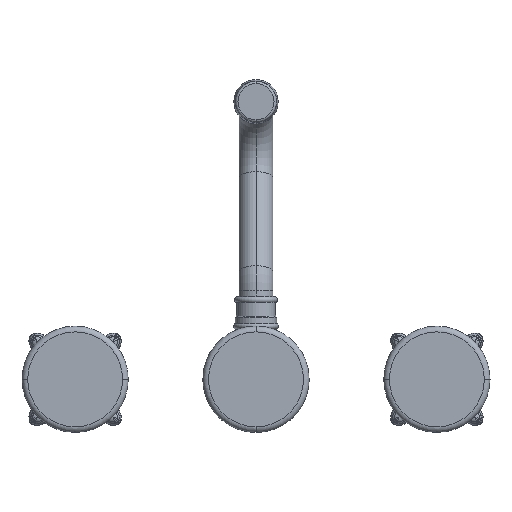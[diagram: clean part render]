
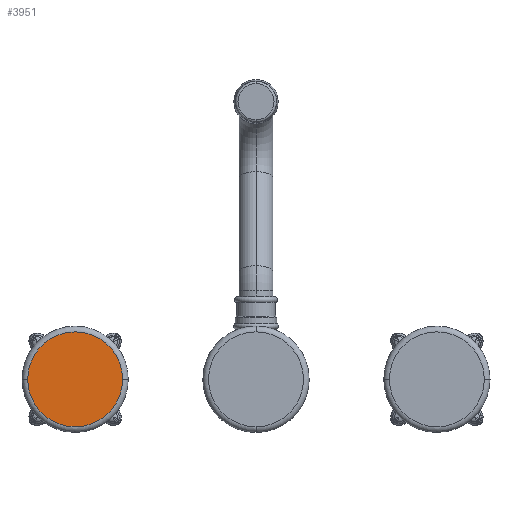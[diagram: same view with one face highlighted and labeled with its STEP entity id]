
A CAD part, front view. The second image highlights one B-rep face of the part: STEP entity #3951.
In plain terms, the highlighted planar face has unit normal (0, -1, 0).
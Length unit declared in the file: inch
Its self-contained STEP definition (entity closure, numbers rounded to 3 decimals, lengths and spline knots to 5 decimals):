
#3878=CARTESIAN_POINT('',(-4.,0.,0.));
#3879=DIRECTION('',(0.,-1.,0.));
#3880=DIRECTION('',(1.,0.,0.));
#3881=AXIS2_PLACEMENT_3D('',#3878,#3879,#3880);
#3893=CARTESIAN_POINT('',(-4.,0.,0.));
#3894=DIRECTION('',(0.,1.,0.));
#3895=DIRECTION('',(1.,0.,0.));
#3896=AXIS2_PLACEMENT_3D('',#3893,#3894,#3895);
#3928=CARTESIAN_POINT('',(-2.95,0.,0.));
#3930=VERTEX_POINT('',#3928);
#3934=CARTESIAN_POINT('',(-5.05,0.,0.));
#3936=VERTEX_POINT('',#3934);
#3940=CARTESIAN_POINT('',(-4.,0.,0.));
#3941=DIRECTION('',(0.,-1.,0.));
#3942=DIRECTION('',(-1.,0.,0.));
#3943=AXIS2_PLACEMENT_3D('',#3940,#3941,#3942);
#3944=PLANE('',#3943);
#3946=ORIENTED_EDGE('',*,*,#3945,.F.);
#3948=ORIENTED_EDGE('',*,*,#3947,.T.);
#3949=EDGE_LOOP('',(#3946,#3948));
#3950=FACE_OUTER_BOUND('',#3949,.F.);
#3951=ADVANCED_FACE('',(#3950),#3944,.T.);
#3882=CIRCLE('',#3881,1.05);
#3897=CIRCLE('',#3896,1.05);
#3945=EDGE_CURVE('',#3930,#3936,#3882,.T.);
#3947=EDGE_CURVE('',#3930,#3936,#3897,.T.);
